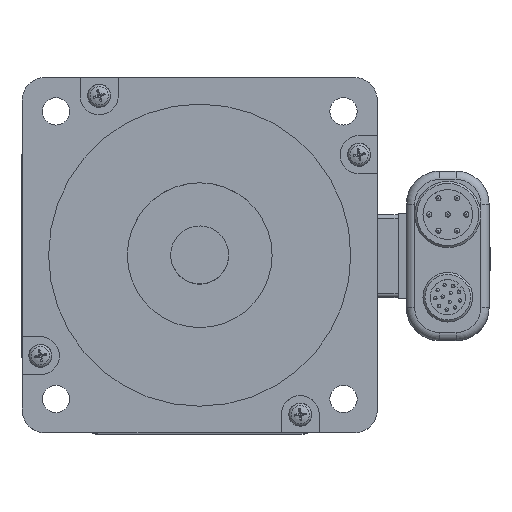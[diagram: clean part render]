
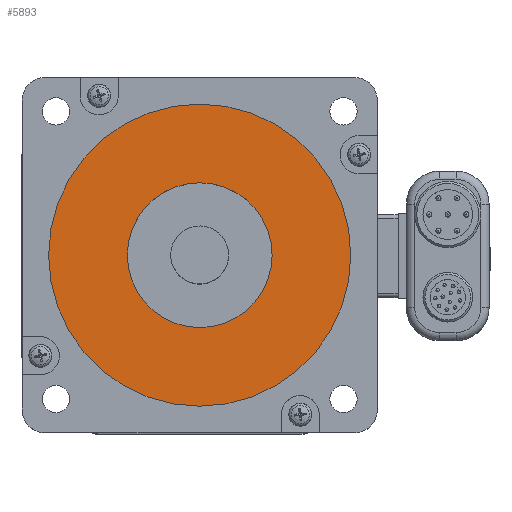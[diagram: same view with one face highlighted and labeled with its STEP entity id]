
A CAD part, top view. The second image highlights one B-rep face of the part: STEP entity #5893.
In plain terms, the highlighted planar face has unit normal (0, 0, 1).
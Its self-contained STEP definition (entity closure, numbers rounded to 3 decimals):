
#86=CARTESIAN_POINT('',(17.5,0.,19.6));
#87=VERTEX_POINT('',#86);
#88=CARTESIAN_POINT('',(0.0,0.0,19.6));
#89=DIRECTION('',(0.0,0.0,-1.0));
#90=DIRECTION('',(-1.0,0.0,0.0));
#91=AXIS2_PLACEMENT_3D('',#88,#89,#90);
#92=CIRCLE('',#91,17.5);
#93=EDGE_CURVE('',#87,#87,#92,.T.);
#5867=CARTESIAN_POINT('',(36.513,0.,19.6));
#5868=VERTEX_POINT('',#5867);
#5869=CARTESIAN_POINT('',(0.0,0.0,19.6));
#5870=DIRECTION('',(0.0,0.0,-1.0));
#5871=DIRECTION('',(-1.0,0.0,0.0));
#5872=AXIS2_PLACEMENT_3D('',#5869,#5870,#5871);
#5873=CIRCLE('',#5872,36.513);
#5874=EDGE_CURVE('',#5868,#5868,#5873,.T.);
#5882=CARTESIAN_POINT('',(0.0,0.0,19.6));
#5883=DIRECTION('',(0.0,0.0,-1.0));
#5884=DIRECTION('',(-1.0,0.0,0.0));
#5885=AXIS2_PLACEMENT_3D('',#5882,#5883,#5884);
#5886=PLANE('',#5885);
#5887=ORIENTED_EDGE('',*,*,#5874,.F.);
#5888=EDGE_LOOP('',(#5887));
#5889=FACE_OUTER_BOUND('',#5888,.T.);
#5890=ORIENTED_EDGE('',*,*,#93,.T.);
#5891=EDGE_LOOP('',(#5890));
#5892=FACE_BOUND('',#5891,.T.);
#5893=ADVANCED_FACE('',(#5889,#5892),#5886,.F.);
